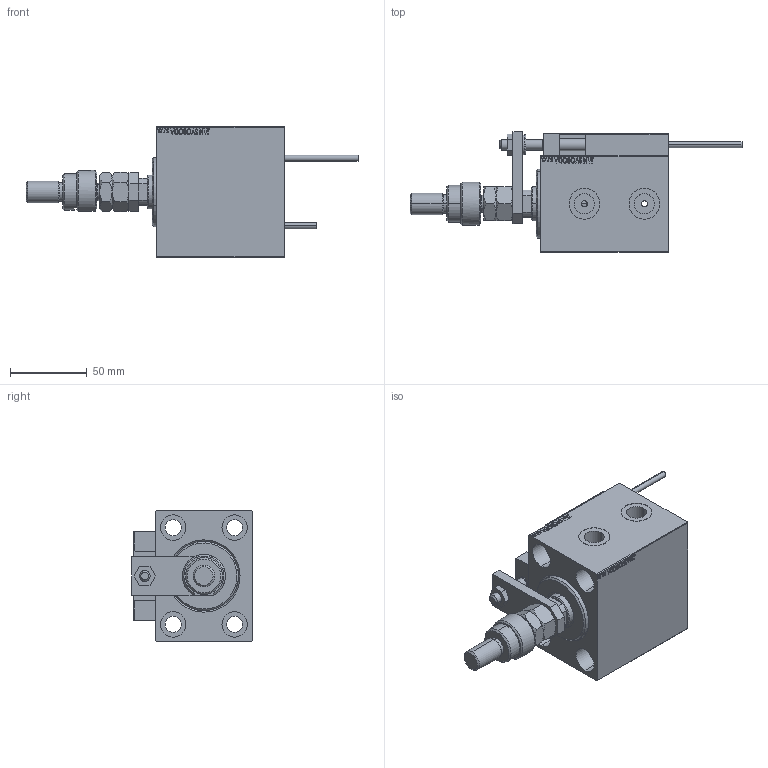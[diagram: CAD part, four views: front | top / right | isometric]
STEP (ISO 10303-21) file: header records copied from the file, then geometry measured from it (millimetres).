
FILE_DESCRIPTION (( 'STEP AP203' ), '1' );
FILE_NAME ('68b6.STEP', '2022-04-17T08:52:55', ( '' ), ( '' ), 'SwSTEP 2.0', 'SolidWorks 2019', '' );
FILE_SCHEMA (( 'CONFIG_CONTROL_DESIGN' ));
Length unit declared in the file: millimetre
Products named in the file (18): SWITCH DIM B,W 0e214ae24c2914b12f25229449996670; 68b6; V450CM_C_VCP 0e214ae24c2914b12f25229449996670; X_Y_DFA 0e214ae24c2914b12f25229449996670; MAGNET 0e214ae24c2914b12f25229449996670; ALLEN BOLT D5 0e214ae24c2914b12f25229449996670; TYC_L79 0e214ae24c2914b12f25229449996670; V450CM_C_Body 0e214ae24c2914b12f25229449996670; ZARAZKA 0e214ae24c2914b12f25229449996670; Block 0e214ae24c2914b12f25229449996670; FEMALE_PART_FOR_DFA 0e214ae24c2914b12f25229449996670; NUT_D12 0e214ae24c2914b12f25229449996670; SWITCH_X_FRONT_BACK 0e214ae24c2914b12f25229449996670; SWITCH X 0e214ae24c2914b12f25229449996670; KONCOVKA 0e214ae24c2914b12f25229449996670; V450CM_VC_B 0e214ae24c2914b12f25229449996670; MFA 0e214ae24c2914b12f25229449996670; ALLEN BOLT D8 0e214ae24c2914b12f25229449996670
Assembly tree (27 placements, depth 3):
  68b6
    V450CM_C_Body 0e214ae24c2914b12f25229449996670
    SWITCH X 0e214ae24c2914b12f25229449996670
      SWITCH_X_FRONT_BACK 0e214ae24c2914b12f25229449996670  x2
      TYC_L79 0e214ae24c2914b12f25229449996670
      Block 0e214ae24c2914b12f25229449996670  x2
      ALLEN BOLT D5 0e214ae24c2914b12f25229449996670  x4
      ALLEN BOLT D8 0e214ae24c2914b12f25229449996670  x4
      MAGNET 0e214ae24c2914b12f25229449996670  x2
      KONCOVKA 0e214ae24c2914b12f25229449996670  x2
    NUT_D12 0e214ae24c2914b12f25229449996670
    SWITCH DIM B,W 0e214ae24c2914b12f25229449996670
    ZARAZKA 0e214ae24c2914b12f25229449996670
    V450CM_C_VCP 0e214ae24c2914b12f25229449996670
    V450CM_VC_B 0e214ae24c2914b12f25229449996670
    X_Y_DFA 0e214ae24c2914b12f25229449996670
      FEMALE_PART_FOR_DFA 0e214ae24c2914b12f25229449996670
      MFA 0e214ae24c2914b12f25229449996670
Bounding box: 216 x 78.5 x 85 mm (x, y, z)
Volume: 453999.9 mm3; surface area: 101425.7 mm2
Topology: 25 solids, 25 shells, 1381 faces, 3282 edges, 2087 vertices
Faces by surface type: plane 592, bspline 380, cylinder 211, cone 146, torus 48, sphere 4
Entity records: 53504 total; most frequent: CARTESIAN_POINT 26805, ORIENTED_EDGE 5584, DIRECTION 3914, EDGE_CURVE 2792, VERTEX_POINT 1811, VECTOR 1554, LINE 1554, EDGE_LOOP 1301
